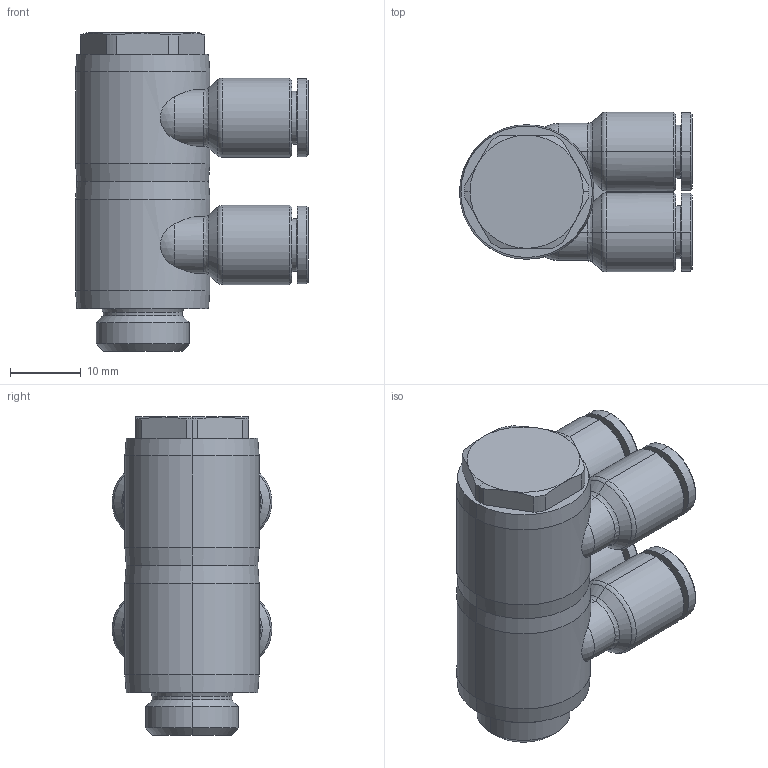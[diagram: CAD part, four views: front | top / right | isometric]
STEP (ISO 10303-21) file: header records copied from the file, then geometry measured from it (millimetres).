
FILE_DESCRIPTION((''),'2;1');
FILE_NAME('GPA_06G02(2)(3D).stp','2012-12-20T10:44:55',(''),(''),'Mechanical Desktop.R8.0.24.0','Mechanical Desktop.R8.0.24.0',', , ');
FILE_SCHEMA(('CONFIG_CONTROL_DESIGN'));
Length unit declared in the file: millimetre
Products named in the file (2): GPA_06G02(2)(3D); 睡ヶ1
Assembly tree (1 placements, depth 2):
  GPA_06G02(2)(3D)
    睡ヶ1
Bounding box: 32.95 x 22.6 x 45 mm (x, y, z)
Volume: 13065.5 mm3; surface area: 11293.8 mm2
Topology: 1 solids, 1 shells, 1014 faces, 2762 edges, 1805 vertices
Faces by surface type: plane 690, bspline 116, cylinder 112, cone 80, torus 12, sphere 4
Entity records: 33797 total; most frequent: CARTESIAN_POINT 8177, ORIENTED_EDGE 5520, DIRECTION 5036, EDGE_CURVE 2760, VECTOR 2156, LINE 2156, VERTEX_POINT 1805, AXIS2_PLACEMENT_3D 1440
